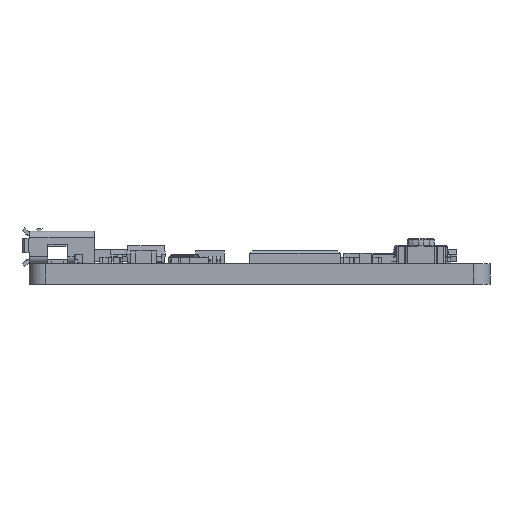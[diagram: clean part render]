
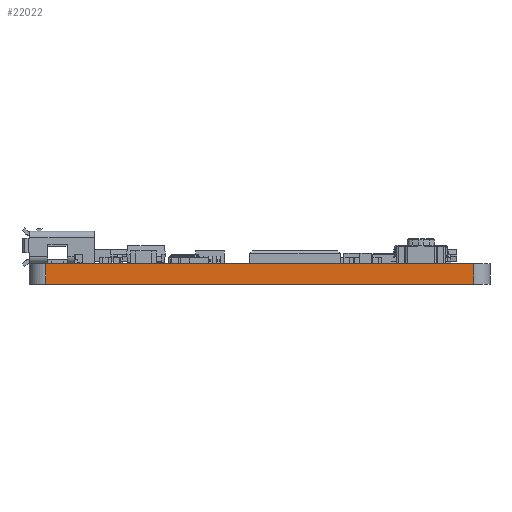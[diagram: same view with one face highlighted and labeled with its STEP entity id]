
A CAD part, front view. The second image highlights one B-rep face of the part: STEP entity #22022.
In plain terms, the highlighted planar face has unit normal (0, -1, 0).
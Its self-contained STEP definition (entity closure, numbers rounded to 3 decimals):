
#845=PLANE('',#23565);
#1744=FACE_OUTER_BOUND('',#2915,.T.);
#2915=EDGE_LOOP('',(#15575,#15576,#15577,#15578));
#4304=LINE('',#31976,#6817);
#4305=LINE('',#31979,#6818);
#4306=LINE('',#31981,#6819);
#4307=LINE('',#31982,#6820);
#6817=VECTOR('',#25844,10.);
#6818=VECTOR('',#25847,10.);
#6819=VECTOR('',#25848,10.);
#6820=VECTOR('',#25849,10.);
#10058=VERTEX_POINT('',#31972);
#10059=VERTEX_POINT('',#31974);
#10060=VERTEX_POINT('',#31978);
#10061=VERTEX_POINT('',#31980);
#12244=EDGE_CURVE('',#10058,#10059,#4304,.T.);
#12245=EDGE_CURVE('',#10060,#10058,#4305,.T.);
#12246=EDGE_CURVE('',#10061,#10059,#4306,.T.);
#12247=EDGE_CURVE('',#10060,#10061,#4307,.T.);
#15575=ORIENTED_EDGE('',*,*,#12245,.T.);
#15576=ORIENTED_EDGE('',*,*,#12244,.T.);
#15577=ORIENTED_EDGE('',*,*,#12246,.F.);
#15578=ORIENTED_EDGE('',*,*,#12247,.F.);
#22022=ADVANCED_FACE('',(#1744),#845,.T.);
#23565=AXIS2_PLACEMENT_3D('',#31977,#25845,#25846);
#25844=DIRECTION('',(0.,0.,1.));
#25845=DIRECTION('center_axis',(0.,-1.,0.));
#25846=DIRECTION('ref_axis',(1.,0.,0.));
#25847=DIRECTION('',(1.,0.,0.));
#25848=DIRECTION('',(1.,0.,0.));
#25849=DIRECTION('',(0.,0.,1.));
#31972=CARTESIAN_POINT('',(34.29,0.,0.));
#31974=CARTESIAN_POINT('',(34.29,0.,1.57));
#31976=CARTESIAN_POINT('',(34.29,0.,0.));
#31977=CARTESIAN_POINT('Origin',(1.27,0.,0.));
#31978=CARTESIAN_POINT('',(1.27,0.,0.));
#31979=CARTESIAN_POINT('',(1.27,0.,0.));
#31980=CARTESIAN_POINT('',(1.27,0.,1.57));
#31981=CARTESIAN_POINT('',(1.27,0.,1.57));
#31982=CARTESIAN_POINT('',(1.27,0.,0.));
